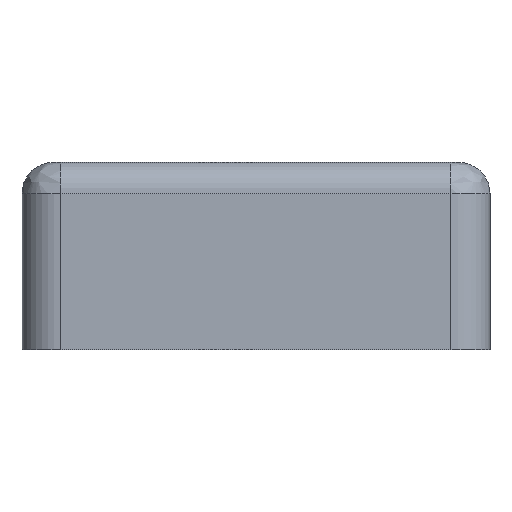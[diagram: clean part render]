
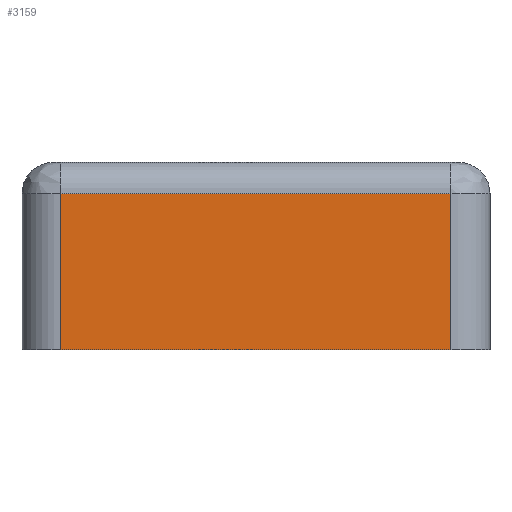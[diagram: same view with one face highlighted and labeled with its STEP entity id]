
A CAD part, front view. The second image highlights one B-rep face of the part: STEP entity #3159.
In plain terms, the highlighted planar face has unit normal (0, -1, 0).
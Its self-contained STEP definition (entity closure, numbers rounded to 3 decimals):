
#312=PLANE('',#3471);
#368=LINE('',#4900,#558);
#401=LINE('',#5068,#591);
#402=LINE('',#5072,#592);
#403=LINE('',#5073,#593);
#558=VECTOR('',#3889,1000.);
#591=VECTOR('',#4032,1000.);
#592=VECTOR('',#4037,1000.);
#593=VECTOR('',#4038,1000.);
#845=FACE_OUTER_BOUND('',#1058,.T.);
#1058=EDGE_LOOP('',(#2383,#2384,#2385,#2386));
#1519=VERTEX_POINT('',#4897);
#1520=VERTEX_POINT('',#4899);
#1600=VERTEX_POINT('',#5067);
#1601=VERTEX_POINT('',#5071);
#1803=EDGE_CURVE('',#1519,#1520,#368,.T.);
#1888=EDGE_CURVE('',#1520,#1600,#401,.T.);
#1890=EDGE_CURVE('',#1600,#1601,#402,.T.);
#1891=EDGE_CURVE('',#1601,#1519,#403,.T.);
#2383=ORIENTED_EDGE('',*,*,#1890,.F.);
#2384=ORIENTED_EDGE('',*,*,#1888,.F.);
#2385=ORIENTED_EDGE('',*,*,#1803,.F.);
#2386=ORIENTED_EDGE('',*,*,#1891,.F.);
#3159=ADVANCED_FACE('',(#845),#312,.F.);
#3471=AXIS2_PLACEMENT_3D('',#5070,#4035,#4036);
#3889=DIRECTION('',(-1.,0.,0.));
#4032=DIRECTION('',(0.,0.,1.));
#4035=DIRECTION('center_axis',(0.,1.,0.));
#4036=DIRECTION('ref_axis',(0.,0.,1.));
#4037=DIRECTION('',(1.,0.,0.));
#4038=DIRECTION('',(0.,0.,-1.));
#4897=CARTESIAN_POINT('',(12.5,-30.,0.));
#4899=CARTESIAN_POINT('',(-12.5,-30.,0.));
#4900=CARTESIAN_POINT('',(15.,-30.,0.));
#5067=CARTESIAN_POINT('',(-12.5,-30.,10.));
#5068=CARTESIAN_POINT('',(-12.5,-30.,12.));
#5070=CARTESIAN_POINT('Origin',(-15.,-30.,12.));
#5071=CARTESIAN_POINT('',(12.5,-30.,10.));
#5072=CARTESIAN_POINT('',(-15.,-30.,10.));
#5073=CARTESIAN_POINT('',(12.5,-30.,12.));
